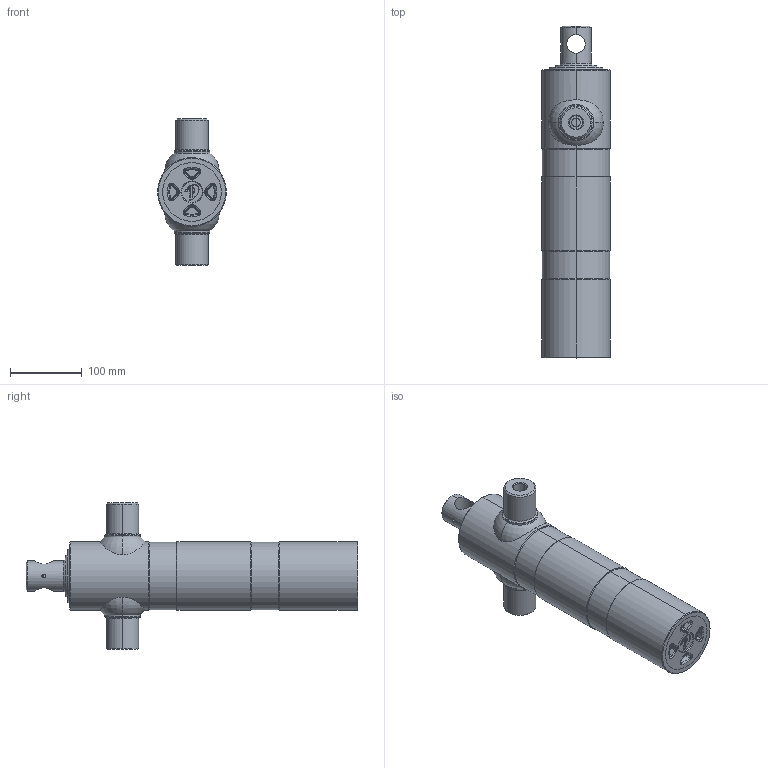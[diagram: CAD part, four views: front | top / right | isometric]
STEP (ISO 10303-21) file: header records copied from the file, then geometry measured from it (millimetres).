
FILE_DESCRIPTION (( 'STEP AP203' ), '1' );
FILE_NAME ('306.BGH.STEP', '2014-10-06T08:58:58', ( '' ), ( '' ), 'SwSTEP 2.0', 'SolidWorks 2013', '' );
FILE_SCHEMA (( 'CONFIG_CONTROL_DESIGN' ));
Length unit declared in the file: millimetre
Products named in the file (1): 306.BGH
Bounding box: 96 x 464 x 205 mm (x, y, z)
Surface area: 373566.2 mm2 (no closed solid volume)
Topology: 0 solids, 12 shells, 252 faces, 650 edges, 399 vertices
Faces by surface type: torus 73, cylinder 72, cone 66, plane 29, bspline 11, sphere 1
Entity records: 9554 total; most frequent: CARTESIAN_POINT 3353, DIRECTION 1433, ORIENTED_EDGE 1152, EDGE_CURVE 648, AXIS2_PLACEMENT_3D 616, VERTEX_POINT 398, CIRCLE 374, EDGE_LOOP 266
